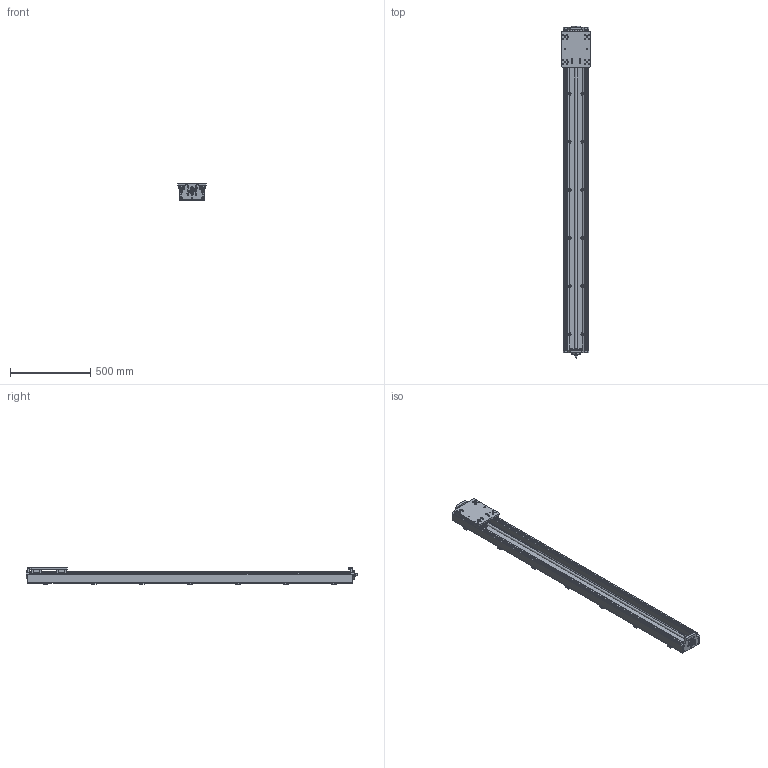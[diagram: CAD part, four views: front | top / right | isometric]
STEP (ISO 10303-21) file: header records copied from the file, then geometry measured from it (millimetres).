
FILE_DESCRIPTION((''),'2;1');
FILE_NAME('KK-HD-180-15-16XX-2000.stp','2009-03-21T11:12:39',('kurt'),(''),'Autodesk Inventor 2008','Autodesk Inventor 2008','');
FILE_SCHEMA(('AUTOMOTIVE_DESIGN { 1 0 10303 214 1 1 1 1 }'));
Length unit declared in the file: millimetre
Products named in the file (1): Part213
Bounding box: 180 x 2070.5 x 105 mm (x, y, z)
Volume: 11347981 mm3; surface area: 1527031.1 mm2
Topology: 1 solids, 19 shells, 2848 faces, 7609 edges, 5035 vertices
Faces by surface type: plane 1686, cylinder 553, bspline 435, cone 158, torus 16
Full cylindrical faces by diameter (mm): 2.459 x4, 3 x5, 3.242 x74, 3.5 x4, 3.6 x1, 4 x18, 4.134 x10, 4.5 x90, 4.917 x11, 5.5 x14, 6 x12, 6.6 x14, 7.5 x66, 8 x28, 8.376 x6, 9.5 x4, 9.6 x1, 10 x8, 10.106 x14, 11 x18, 12 x1, 15 x1, 15.12 x4, 15.36 x2, 16 x3, 17 x1, 18 x14, 20.88 x4, 24 x2, 26 x2
Entity records: 94879 total; most frequent: CARTESIAN_POINT 26247, ORIENTED_EDGE 13594, DIRECTION 11946, EDGE_CURVE 6797, VERTEX_POINT 4809, VECTOR 4620, LINE 4620, EDGE_LOOP 3872
